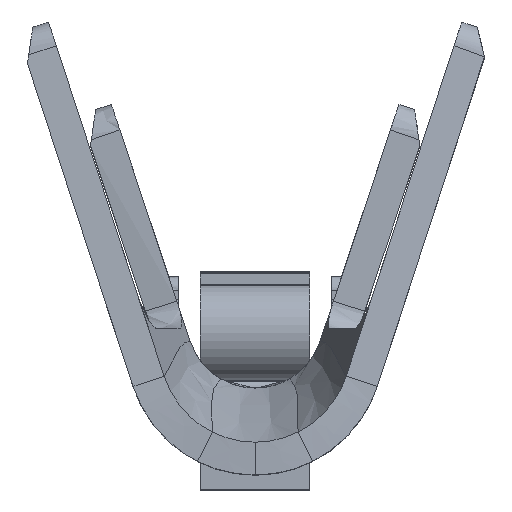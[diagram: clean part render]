
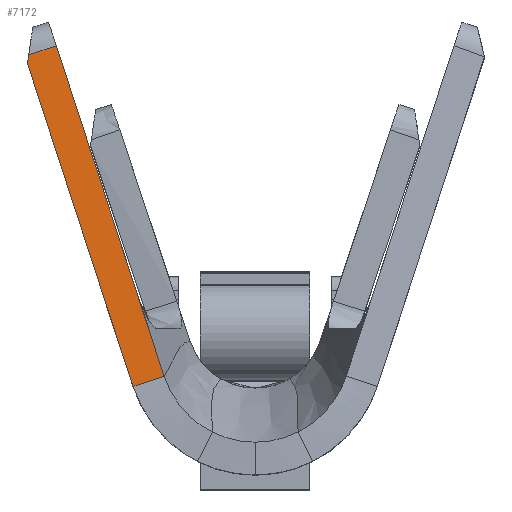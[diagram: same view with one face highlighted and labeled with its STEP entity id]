
A CAD part, top view. The second image highlights one B-rep face of the part: STEP entity #7172.
In plain terms, the highlighted planar face has unit normal (-0.026, 0.079, 0.997).
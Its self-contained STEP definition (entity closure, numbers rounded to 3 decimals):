
#245=DIRECTION('',(0.309,-0.947,0.083));
#246=VECTOR('',#245,1.276);
#247=CARTESIAN_POINT('',(-0.727,1.37,
-0.134));
#248=LINE('',#247,#246);
#2336=CARTESIAN_POINT('',(-0.447,0.124,
-0.028));
#2352=DIRECTION('',(0.951,0.31,0.));
#2353=VECTOR('',#2352,0.12);
#2354=CARTESIAN_POINT('',(-0.447,0.124,
-0.028));
#2355=LINE('',#2354,#2353);
#2356=DIRECTION('',(-0.951,-0.31,0.));
#2357=VECTOR('',#2356,0.106);
#2358=CARTESIAN_POINT('',(-0.727,1.37,
-0.134));
#2359=LINE('',#2358,#2357);
#2360=DIRECTION('',(-0.147,-0.986,0.074));
#2361=VECTOR('',#2360,0.032);
#2362=CARTESIAN_POINT('',(-0.828,1.337,
-0.134));
#2363=LINE('',#2362,#2361);
#2370=CARTESIAN_POINT('',(-0.828,1.337,
-0.134));
#2397=DIRECTION('',(0.309,-0.947,0.083));
#2398=VECTOR('',#2397,1.248);
#2399=CARTESIAN_POINT('',(-0.833,1.306,
-0.132));
#2400=LINE('',#2399,#2398);
#2401=CARTESIAN_POINT('',(-0.333,0.161,
-0.028));
#2531=VERTEX_POINT('',#2336);
#2535=VERTEX_POINT('',#2401);
#2545=CARTESIAN_POINT('',(-0.833,1.306,
-0.132));
#2547=VERTEX_POINT('',#2545);
#2670=VERTEX_POINT('',#2370);
#2674=CARTESIAN_POINT('',(-0.727,1.37,
-0.134));
#2675=VERTEX_POINT('',#2674);
#7157=CARTESIAN_POINT('',(-0.601,0.791,
-0.085));
#7158=DIRECTION('',(0.026,-0.079,-0.997));
#7159=DIRECTION('',(0.309,-0.947,0.083));
#7160=AXIS2_PLACEMENT_3D('',#7157,#7158,#7159);
#7161=PLANE('',#7160);
#7163=ORIENTED_EDGE('',*,*,#7162,.F.);
#7164=ORIENTED_EDGE('',*,*,#3639,.T.);
#7165=ORIENTED_EDGE('',*,*,#7149,.F.);
#7167=ORIENTED_EDGE('',*,*,#7166,.F.);
#7169=ORIENTED_EDGE('',*,*,#7168,.F.);
#7170=EDGE_LOOP('',(#7163,#7164,#7165,#7167,#7169));
#7171=FACE_OUTER_BOUND('',#7170,.F.);
#3639=EDGE_CURVE('',#2675,#2535,#248,.T.);
#7149=EDGE_CURVE('',#2531,#2535,#2355,.T.);
#7162=EDGE_CURVE('',#2675,#2670,#2359,.T.);
#7166=EDGE_CURVE('',#2547,#2531,#2400,.T.);
#7168=EDGE_CURVE('',#2670,#2547,#2363,.T.);
#7172=ADVANCED_FACE('',(#7171),#7161,.F.);
